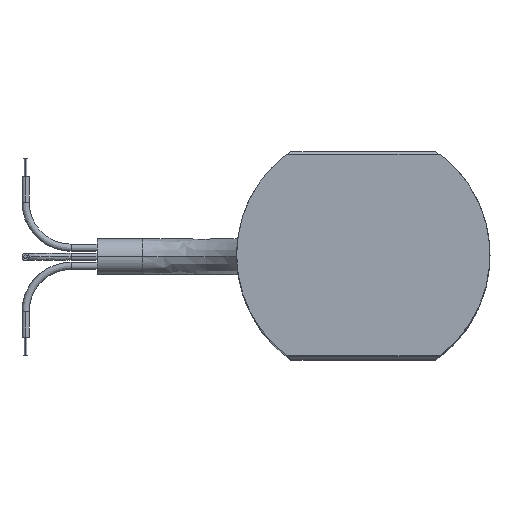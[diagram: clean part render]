
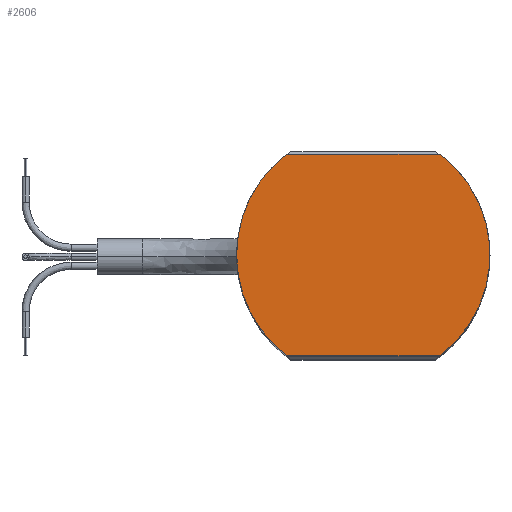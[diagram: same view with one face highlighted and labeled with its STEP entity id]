
A CAD part, top view. The second image highlights one B-rep face of the part: STEP entity #2606.
In plain terms, the highlighted planar face has unit normal (0, 0, 1).
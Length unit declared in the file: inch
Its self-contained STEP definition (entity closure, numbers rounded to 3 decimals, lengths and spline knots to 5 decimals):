
#66 = DIRECTION ( 'NONE',  ( 0., 0., -1. ) ) ;
#70 = ORIENTED_EDGE ( 'NONE', *, *, #3951, .T. ) ;
#156 = CARTESIAN_POINT ( 'NONE',  ( -0.76772, 0.61024, 2.55906 ) ) ;
#294 = CARTESIAN_POINT ( 'NONE',  ( -0.46583, 0.61024, 2.55906 ) ) ;
#360 = AXIS2_PLACEMENT_3D ( 'NONE', #6576, #7359, #2336 ) ;
#457 = DIRECTION ( 'NONE',  ( 0., 0., -1. ) ) ;
#462 = CARTESIAN_POINT ( 'NONE',  ( 0.46583, 0.61024, 2.55906 ) ) ;
#688 = ORIENTED_EDGE ( 'NONE', *, *, #736, .F. ) ;
#736 = EDGE_CURVE ( 'NONE', #1119, #1365, #4016, .T. ) ;
#1119 = VERTEX_POINT ( 'NONE', #3819 ) ;
#1169 = CARTESIAN_POINT ( 'NONE',  ( 0.46583, -0.61024, 2.55906 ) ) ;
#1365 = VERTEX_POINT ( 'NONE', #7526 ) ;
#1735 = FACE_OUTER_BOUND ( 'NONE', #4354, .T. ) ;
#1813 = PLANE ( 'NONE',  #360 ) ;
#2164 = ORIENTED_EDGE ( 'NONE', *, *, #6859, .F. ) ;
#2336 = DIRECTION ( 'NONE',  ( 1., 0., 0. ) ) ;
#2561 = CARTESIAN_POINT ( 'NONE',  ( 0., 0., 2.55906 ) ) ;
#2580 = EDGE_CURVE ( 'NONE', #1119, #4194, #6065, .T. ) ;
#2606 = ADVANCED_FACE ( 'NONE', ( #1735 ), #1813, .T. ) ;
#2989 = CARTESIAN_POINT ( 'NONE',  ( 0., 0., 2.55906 ) ) ;
#3213 = ORIENTED_EDGE ( 'NONE', *, *, #7486, .T. ) ;
#3770 = LINE ( 'NONE', #156, #6764 ) ;
#3812 = CIRCLE ( 'NONE', #5860, 0.76772 ) ;
#3819 = CARTESIAN_POINT ( 'NONE',  ( -0.46583, -0.61024, 2.55906 ) ) ;
#3824 = VECTOR ( 'NONE', #4854, 39.37008 ) ;
#3951 = EDGE_CURVE ( 'NONE', #6154, #6113, #3770, .T. ) ;
#4016 = CIRCLE ( 'NONE', #5253, 0.76772 ) ;
#4194 = VERTEX_POINT ( 'NONE', #1169 ) ;
#4354 = EDGE_LOOP ( 'NONE', ( #3213, #70, #2164, #688, #7176 ) ) ;
#4854 = DIRECTION ( 'NONE',  ( 1., 0., 0. ) ) ;
#5253 = AXIS2_PLACEMENT_3D ( 'NONE', #5530, #66, #5681 ) ;
#5376 = CARTESIAN_POINT ( 'NONE',  ( 0., -0.61024, 2.55906 ) ) ;
#5530 = CARTESIAN_POINT ( 'NONE',  ( 0., 0., 2.55906 ) ) ;
#5675 = DIRECTION ( 'NONE',  ( -1., 0., 0. ) ) ;
#5681 = DIRECTION ( 'NONE',  ( -1., 0., 0. ) ) ;
#5860 = AXIS2_PLACEMENT_3D ( 'NONE', #2989, #457, #7334 ) ;
#6065 = LINE ( 'NONE', #5376, #3824 ) ;
#6113 = VERTEX_POINT ( 'NONE', #294 ) ;
#6154 = VERTEX_POINT ( 'NONE', #462 ) ;
#6576 = CARTESIAN_POINT ( 'NONE',  ( 0., 0., 2.55906 ) ) ;
#6764 = VECTOR ( 'NONE', #6783, 39.37008 ) ;
#6783 = DIRECTION ( 'NONE',  ( -1., 0., 0. ) ) ;
#6859 = EDGE_CURVE ( 'NONE', #1365, #6113, #3812, .T. ) ;
#6914 = DIRECTION ( 'NONE',  ( 0., 0., 1. ) ) ;
#7063 = AXIS2_PLACEMENT_3D ( 'NONE', #2561, #6914, #5675 ) ;
#7176 = ORIENTED_EDGE ( 'NONE', *, *, #2580, .T. ) ;
#7195 = CIRCLE ( 'NONE', #7063, 0.76772 ) ;
#7334 = DIRECTION ( 'NONE',  ( -1., 0., 0. ) ) ;
#7359 = DIRECTION ( 'NONE',  ( 0., 0., 1. ) ) ;
#7486 = EDGE_CURVE ( 'NONE', #4194, #6154, #7195, .T. ) ;
#7526 = CARTESIAN_POINT ( 'NONE',  ( -0.76772, 0., 2.55906 ) ) ;
